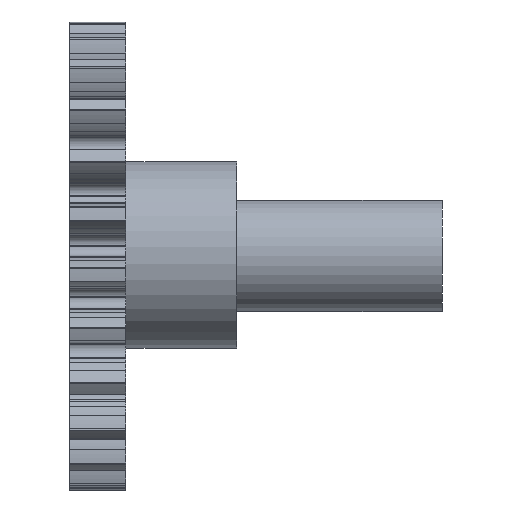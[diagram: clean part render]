
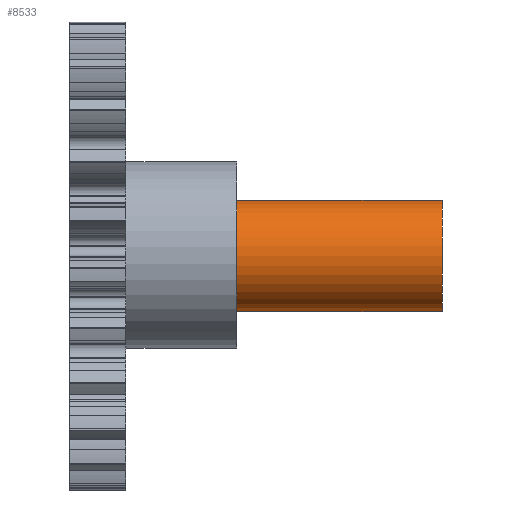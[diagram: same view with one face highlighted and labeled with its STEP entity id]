
A CAD part, front view. The second image highlights one B-rep face of the part: STEP entity #8533.
In plain terms, the highlighted cylindrical face has radius 5.95 mm (diameter 11.9 mm), a full revolution.
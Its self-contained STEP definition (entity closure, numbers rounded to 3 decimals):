
#123=FACE_OUTER_BOUND('',#588,.T.);
#588=EDGE_LOOP('',(#5402,#5403,#5404,#5405));
#1061=LINE('',#13266,#1714);
#1714=VECTOR('',#10222,5.95);
#2367=CIRCLE('',#9022,5.95);
#2368=CIRCLE('',#9023,5.95);
#3097=VERTEX_POINT('',#13263);
#3098=VERTEX_POINT('',#13265);
#4019=EDGE_CURVE('',#3097,#3097,#2367,.T.);
#4020=EDGE_CURVE('',#3097,#3098,#1061,.T.);
#4021=EDGE_CURVE('',#3098,#3098,#2368,.T.);
#5402=ORIENTED_EDGE('',*,*,#4019,.F.);
#5403=ORIENTED_EDGE('',*,*,#4020,.T.);
#5404=ORIENTED_EDGE('',*,*,#4021,.F.);
#5405=ORIENTED_EDGE('',*,*,#4020,.F.);
#8168=CYLINDRICAL_SURFACE('',#9021,5.95);
#8533=ADVANCED_FACE('',(#123),#8168,.T.);
#9021=AXIS2_PLACEMENT_3D('',#13262,#10218,#10219);
#9022=AXIS2_PLACEMENT_3D('',#13264,#10220,#10221);
#9023=AXIS2_PLACEMENT_3D('',#13267,#10223,#10224);
#10218=DIRECTION('center_axis',(1.,0.,0.));
#10219=DIRECTION('ref_axis',(0.,0.,-1.));
#10220=DIRECTION('center_axis',(1.,0.,0.));
#10221=DIRECTION('ref_axis',(0.,0.,-1.));
#10222=DIRECTION('',(-1.,0.,0.));
#10223=DIRECTION('center_axis',(-1.,0.,0.));
#10224=DIRECTION('ref_axis',(0.,0.,-1.));
#13262=CARTESIAN_POINT('Origin',(17.87,0.,0.));
#13263=CARTESIAN_POINT('',(39.87,0.,5.95));
#13264=CARTESIAN_POINT('Origin',(39.87,0.,0.));
#13265=CARTESIAN_POINT('',(17.87,0.,5.95));
#13266=CARTESIAN_POINT('',(17.87,0.,5.95));
#13267=CARTESIAN_POINT('Origin',(17.87,0.,0.));
